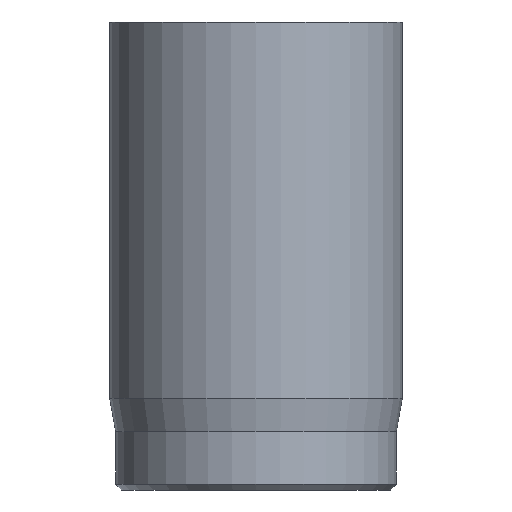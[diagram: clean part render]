
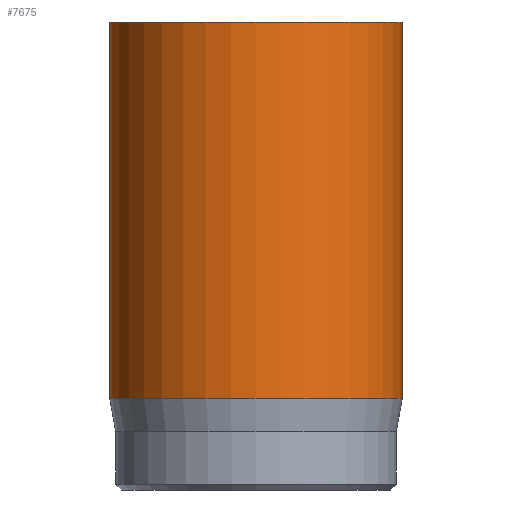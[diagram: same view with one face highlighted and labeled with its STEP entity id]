
A CAD part, front view. The second image highlights one B-rep face of the part: STEP entity #7675.
In plain terms, the highlighted cylindrical face has radius 2.5 mm (diameter 5 mm), a full revolution.
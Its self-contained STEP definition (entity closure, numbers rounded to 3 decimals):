
#843=CYLINDRICAL_SURFACE('',#8000,2.5);
#1246=FACE_OUTER_BOUND('',#1718,.T.);
#1718=EDGE_LOOP('',(#7153,#7154,#7155,#7156,#7157));
#2429=LINE('',#13901,#3146);
#3146=VECTOR('',#9209,2.5);
#3182=CIRCLE('',#7983,2.5);
#3189=CIRCLE('',#7998,2.5);
#3190=CIRCLE('',#7999,2.5);
#3905=VERTEX_POINT('',#13869);
#3912=VERTEX_POINT('',#13895);
#3913=VERTEX_POINT('',#13896);
#4988=EDGE_CURVE('',#3905,#3905,#3182,.T.);
#4999=EDGE_CURVE('',#3912,#3913,#3189,.T.);
#5000=EDGE_CURVE('',#3913,#3912,#3190,.T.);
#5002=EDGE_CURVE('',#3905,#3912,#2429,.T.);
#7153=ORIENTED_EDGE('',*,*,#4988,.T.);
#7154=ORIENTED_EDGE('',*,*,#5002,.T.);
#7155=ORIENTED_EDGE('',*,*,#4999,.T.);
#7156=ORIENTED_EDGE('',*,*,#5000,.T.);
#7157=ORIENTED_EDGE('',*,*,#5002,.F.);
#7675=ADVANCED_FACE('',(#1246),#843,.T.);
#7983=AXIS2_PLACEMENT_3D('',#13870,#9168,#9169);
#7998=AXIS2_PLACEMENT_3D('',#13897,#9202,#9203);
#7999=AXIS2_PLACEMENT_3D('',#13898,#9204,#9205);
#8000=AXIS2_PLACEMENT_3D('',#13900,#9207,#9208);
#9168=DIRECTION('center_axis',(0.,0.,-1.));
#9169=DIRECTION('ref_axis',(-1.,0.,0.));
#9202=DIRECTION('center_axis',(0.,0.,1.));
#9203=DIRECTION('ref_axis',(-1.,0.,0.));
#9204=DIRECTION('center_axis',(0.,0.,1.));
#9205=DIRECTION('ref_axis',(-1.,0.,0.));
#9207=DIRECTION('center_axis',(0.,0.,1.));
#9208=DIRECTION('ref_axis',(-1.,0.,0.));
#9209=DIRECTION('',(0.,0.,-1.));
#13869=CARTESIAN_POINT('',(2.5,0.,8.));
#13870=CARTESIAN_POINT('Origin',(0.,0.,8.));
#13895=CARTESIAN_POINT('',(2.5,0.,1.567));
#13896=CARTESIAN_POINT('',(-2.5,0.,1.567));
#13897=CARTESIAN_POINT('Origin',(0.,0.,1.567));
#13898=CARTESIAN_POINT('Origin',(0.,0.,1.567));
#13900=CARTESIAN_POINT('Origin',(0.,0.,0.));
#13901=CARTESIAN_POINT('',(2.5,0.,0.));
